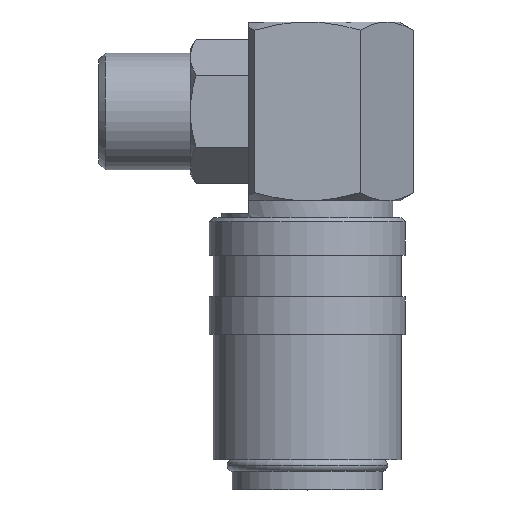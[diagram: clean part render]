
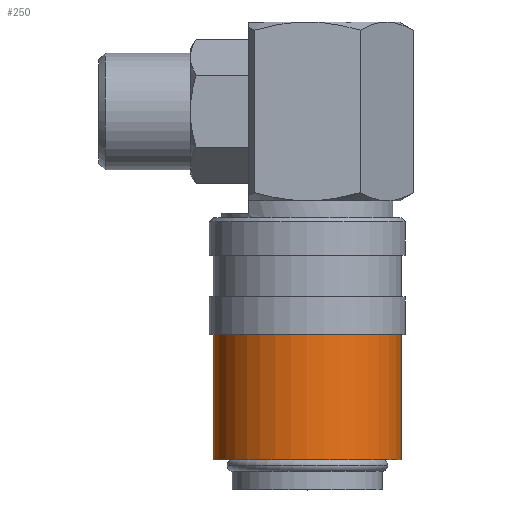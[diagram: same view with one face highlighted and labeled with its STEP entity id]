
A CAD part, top view. The second image highlights one B-rep face of the part: STEP entity #250.
In plain terms, the highlighted cylindrical face has radius 11.25 mm (diameter 22.5 mm), a partial arc.
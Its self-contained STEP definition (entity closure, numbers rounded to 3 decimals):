
#250=ADVANCED_FACE('',(#507),#508,.T.);
#507=FACE_OUTER_BOUND('',#758,.T.);
#508=CYLINDRICAL_SURFACE('',#759,11.25);
#758=EDGE_LOOP('',(#1407,#1408,#1409,#1410));
#759=AXIS2_PLACEMENT_3D('',#1411,#1412,#1413);
#1407=ORIENTED_EDGE('',*,*,#1639,.T.);
#1408=ORIENTED_EDGE('',*,*,#1478,.F.);
#1409=ORIENTED_EDGE('',*,*,#1641,.T.);
#1410=ORIENTED_EDGE('',*,*,#1656,.T.);
#1411=CARTESIAN_POINT('',(0.0,11.1,0.0));
#1412=DIRECTION('',(-0.0,1.0,0.0));
#1413=DIRECTION('',(1.0,0.0,0.0));
#1478=EDGE_CURVE('',#1760,#1759,#1762,.T.);
#1639=EDGE_CURVE('',#1998,#1759,#1999,.T.);
#1641=EDGE_CURVE('',#1760,#2000,#2002,.T.);
#1656=EDGE_CURVE('',#2000,#1998,#2020,.T.);
#1759=VERTEX_POINT('',#2269);
#1760=VERTEX_POINT('',#2270);
#1762=CIRCLE('',#2272,11.25);
#1998=VERTEX_POINT('',#2818);
#1999=LINE('',#2819,#2820);
#2000=VERTEX_POINT('',#2821);
#2002=LINE('',#2823,#2824);
#2020=CIRCLE('',#2866,11.25);
#2269=CARTESIAN_POINT('',(11.25,18.6,0.0));
#2270=CARTESIAN_POINT('',(-11.25,18.6,0.));
#2272=AXIS2_PLACEMENT_3D('',#2997,#2998,#2999);
#2818=CARTESIAN_POINT('',(11.25,3.6,0.0));
#2819=CARTESIAN_POINT('',(11.25,11.1,0.));
#2820=VECTOR('',#3212,1.0);
#2821=CARTESIAN_POINT('',(-11.25,3.6,0.));
#2823=CARTESIAN_POINT('',(-11.25,11.1,0.));
#2824=VECTOR('',#3216,1.0);
#2866=AXIS2_PLACEMENT_3D('',#3231,#3232,#3233);
#2997=CARTESIAN_POINT('',(0.0,18.6,0.0));
#2998=DIRECTION('',(-0.0,1.0,0.0));
#2999=DIRECTION('',(1.0,0.0,0.0));
#3212=DIRECTION('',(0.0,1.0,0.0));
#3216=DIRECTION('',(-0.0,-1.0,-0.0));
#3231=CARTESIAN_POINT('',(0.0,3.6,0.0));
#3232=DIRECTION('',(-0.0,1.0,0.0));
#3233=DIRECTION('',(1.0,0.0,0.0));
